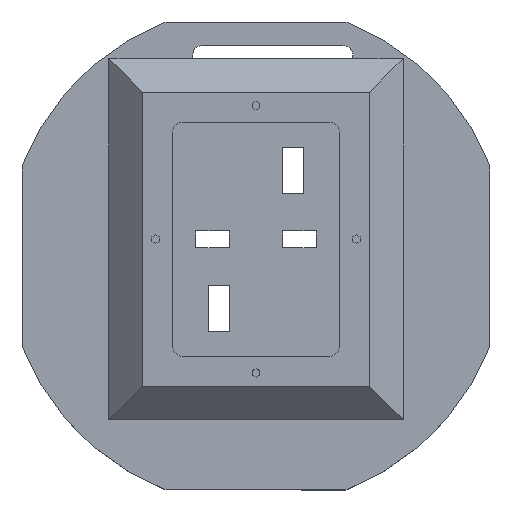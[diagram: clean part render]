
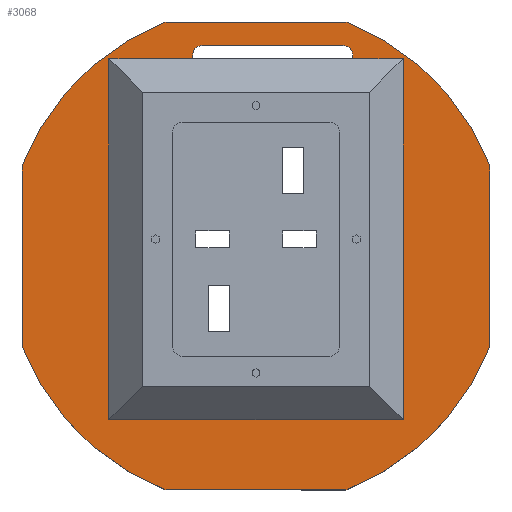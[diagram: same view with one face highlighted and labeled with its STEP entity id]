
A CAD part, top view. The second image highlights one B-rep face of the part: STEP entity #3068.
In plain terms, the highlighted planar face has unit normal (0, 0, 1).
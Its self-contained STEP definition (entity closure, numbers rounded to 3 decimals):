
#26 = EDGE_LOOP ( 'NONE', ( #3654, #567, #369, #3528, #479, #2755, #3946, #993, #3646, #1652 ) ) ;
#64 = DIRECTION ( 'NONE',  ( -1., 0., 0. ) ) ;
#81 = CARTESIAN_POINT ( 'NONE',  ( -44., -54., -17. ) ) ;
#114 = EDGE_CURVE ( 'NONE', #2935, #1160, #3151, .T. ) ;
#184 = CARTESIAN_POINT ( 'NONE',  ( -19., 55., -17. ) ) ;
#215 = VERTEX_POINT ( 'NONE', #749 ) ;
#233 = DIRECTION ( 'NONE',  ( 0., 0., -1. ) ) ;
#257 = EDGE_CURVE ( 'NONE', #2332, #1876, #1469, .T. ) ;
#268 = FACE_BOUND ( 'NONE', #26, .T. ) ;
#275 = LINE ( 'NONE', #2216, #3691 ) ;
#293 = CARTESIAN_POINT ( 'NONE',  ( -16., 58., -17. ) ) ;
#305 = EDGE_CURVE ( 'NONE', #1383, #2332, #275, .T. ) ;
#320 = EDGE_LOOP ( 'NONE', ( #2772, #3322, #1504, #388, #2937, #328, #405, #428 ) ) ;
#328 = ORIENTED_EDGE ( 'NONE', *, *, #3735, .F. ) ;
#331 = DIRECTION ( 'NONE',  ( 0., 0., -1. ) ) ;
#365 = EDGE_CURVE ( 'NONE', #2491, #1383, #2785, .T. ) ;
#369 = ORIENTED_EDGE ( 'NONE', *, *, #365, .T. ) ;
#388 = ORIENTED_EDGE ( 'NONE', *, *, #1395, .F. ) ;
#405 = ORIENTED_EDGE ( 'NONE', *, *, #4061, .F. ) ;
#422 = CARTESIAN_POINT ( 'NONE',  ( 29., 54., -17. ) ) ;
#428 = ORIENTED_EDGE ( 'NONE', *, *, #2120, .F. ) ;
#457 = VECTOR ( 'NONE', #3924, 1000. ) ;
#458 = CARTESIAN_POINT ( 'NONE',  ( 44., -54., -17. ) ) ;
#464 = VECTOR ( 'NONE', #2107, 1000. ) ;
#479 = ORIENTED_EDGE ( 'NONE', *, *, #257, .T. ) ;
#508 = CARTESIAN_POINT ( 'NONE',  ( 29., 32., -17. ) ) ;
#567 = ORIENTED_EDGE ( 'NONE', *, *, #1031, .T. ) ;
#574 = DIRECTION ( 'NONE',  ( -1., 0., 0. ) ) ;
#594 = DIRECTION ( 'NONE',  ( -1., 0., 0. ) ) ;
#674 = CIRCLE ( 'NONE', #3508, 75. ) ;
#732 = VECTOR ( 'NONE', #1836, 1000. ) ;
#746 = LINE ( 'NONE', #2634, #457 ) ;
#749 = CARTESIAN_POINT ( 'NONE',  ( 26.926, 65., -17. ) ) ;
#772 = CARTESIAN_POINT ( 'NONE',  ( 44., -44., -17. ) ) ;
#801 = VECTOR ( 'NONE', #1809, 1000. ) ;
#862 = VECTOR ( 'NONE', #1219, 1000. ) ;
#894 = CARTESIAN_POINT ( 'NONE',  ( 26., 58., -17. ) ) ;
#993 = ORIENTED_EDGE ( 'NONE', *, *, #2516, .T. ) ;
#1014 = AXIS2_PLACEMENT_3D ( 'NONE', #1631, #331, #3235 ) ;
#1031 = EDGE_CURVE ( 'NONE', #4179, #2491, #4030, .T. ) ;
#1082 = DIRECTION ( 'NONE',  ( 0., -1., 0. ) ) ;
#1160 = VERTEX_POINT ( 'NONE', #293 ) ;
#1167 = CARTESIAN_POINT ( 'NONE',  ( 0., -5., -17. ) ) ;
#1168 = LINE ( 'NONE', #3094, #732 ) ;
#1185 = CARTESIAN_POINT ( 'NONE',  ( 0., -5., -17. ) ) ;
#1213 = VECTOR ( 'NONE', #1082, 1000. ) ;
#1219 = DIRECTION ( 'NONE',  ( -1., 0., 0. ) ) ;
#1226 = CARTESIAN_POINT ( 'NONE',  ( -19., 32., -17. ) ) ;
#1240 = VERTEX_POINT ( 'NONE', #3183 ) ;
#1243 = EDGE_CURVE ( 'NONE', #2822, #3697, #3520, .T. ) ;
#1325 = CARTESIAN_POINT ( 'NONE',  ( -44., 54., -17. ) ) ;
#1383 = VERTEX_POINT ( 'NONE', #422 ) ;
#1395 = EDGE_CURVE ( 'NONE', #1540, #3592, #3161, .T. ) ;
#1469 = LINE ( 'NONE', #772, #1949 ) ;
#1504 = ORIENTED_EDGE ( 'NONE', *, *, #2567, .F. ) ;
#1540 = VERTEX_POINT ( 'NONE', #4119 ) ;
#1599 = EDGE_CURVE ( 'NONE', #4153, #2935, #2923, .T. ) ;
#1605 = DIRECTION ( 'NONE',  ( 0., 0., -1. ) ) ;
#1617 = DIRECTION ( 'NONE',  ( 0., 1., 0. ) ) ;
#1631 = CARTESIAN_POINT ( 'NONE',  ( 0., -5., -17. ) ) ;
#1652 = ORIENTED_EDGE ( 'NONE', *, *, #114, .T. ) ;
#1654 = CARTESIAN_POINT ( 'NONE',  ( -70., -31.926, -17. ) ) ;
#1661 = VERTEX_POINT ( 'NONE', #1654 ) ;
#1697 = LINE ( 'NONE', #2039, #1213 ) ;
#1758 = LINE ( 'NONE', #3127, #464 ) ;
#1809 = DIRECTION ( 'NONE',  ( 1., 0., 0. ) ) ;
#1817 = AXIS2_PLACEMENT_3D ( 'NONE', #3962, #2409, #3017 ) ;
#1836 = DIRECTION ( 'NONE',  ( 1., 0., 0. ) ) ;
#1838 = DIRECTION ( 'NONE',  ( 0., -1., 0. ) ) ;
#1853 = DIRECTION ( 'NONE',  ( 0., 0., -1. ) ) ;
#1876 = VERTEX_POINT ( 'NONE', #458 ) ;
#1906 = EDGE_CURVE ( 'NONE', #1876, #2822, #2082, .T. ) ;
#1921 = DIRECTION ( 'NONE',  ( 0., 0., -1. ) ) ;
#1925 = CARTESIAN_POINT ( 'NONE',  ( -44., 44., -17. ) ) ;
#1946 = CARTESIAN_POINT ( 'NONE',  ( 44., 54., -17. ) ) ;
#1949 = VECTOR ( 'NONE', #2719, 1000. ) ;
#2003 = CARTESIAN_POINT ( 'NONE',  ( 0., -75., -17. ) ) ;
#2039 = CARTESIAN_POINT ( 'NONE',  ( 70., -5., -17. ) ) ;
#2082 = LINE ( 'NONE', #4109, #862 ) ;
#2107 = DIRECTION ( 'NONE',  ( 0., 1., 0. ) ) ;
#2120 = EDGE_CURVE ( 'NONE', #1240, #2183, #2559, .T. ) ;
#2129 = DIRECTION ( 'NONE',  ( -1., 0., 0. ) ) ;
#2149 = VECTOR ( 'NONE', #1838, 1000. ) ;
#2151 = CARTESIAN_POINT ( 'NONE',  ( -19., 58., -17. ) ) ;
#2177 = LINE ( 'NONE', #2151, #801 ) ;
#2182 = CARTESIAN_POINT ( 'NONE',  ( 26.926, -75., -17. ) ) ;
#2183 = VERTEX_POINT ( 'NONE', #2182 ) ;
#2207 = PLANE ( 'NONE',  #1014 ) ;
#2216 = CARTESIAN_POINT ( 'NONE',  ( 34., 54., -17. ) ) ;
#2221 = AXIS2_PLACEMENT_3D ( 'NONE', #3509, #1605, #3869 ) ;
#2332 = VERTEX_POINT ( 'NONE', #1946 ) ;
#2405 = CARTESIAN_POINT ( 'NONE',  ( 29., 55., -17. ) ) ;
#2409 = DIRECTION ( 'NONE',  ( 0., 0., -1. ) ) ;
#2472 = CARTESIAN_POINT ( 'NONE',  ( -16., 55., -17. ) ) ;
#2491 = VERTEX_POINT ( 'NONE', #2405 ) ;
#2492 = CARTESIAN_POINT ( 'NONE',  ( -26.926, -75., -17. ) ) ;
#2509 = DIRECTION ( 'NONE',  ( -1., 0., 0. ) ) ;
#2516 = EDGE_CURVE ( 'NONE', #3697, #4153, #746, .T. ) ;
#2553 = VECTOR ( 'NONE', #1617, 1000. ) ;
#2554 = EDGE_CURVE ( 'NONE', #1160, #4179, #2177, .T. ) ;
#2559 = CIRCLE ( 'NONE', #1817, 75. ) ;
#2564 = DIRECTION ( 'NONE',  ( 0., 1., 0. ) ) ;
#2567 = EDGE_CURVE ( 'NONE', #3592, #215, #1168, .T. ) ;
#2634 = CARTESIAN_POINT ( 'NONE',  ( 34., 54., -17. ) ) ;
#2694 = EDGE_CURVE ( 'NONE', #215, #3297, #674, .T. ) ;
#2705 = VECTOR ( 'NONE', #64, 1000. ) ;
#2719 = DIRECTION ( 'NONE',  ( 0., -1., 0. ) ) ;
#2755 = ORIENTED_EDGE ( 'NONE', *, *, #1906, .T. ) ;
#2772 = ORIENTED_EDGE ( 'NONE', *, *, #3262, .F. ) ;
#2785 = LINE ( 'NONE', #508, #2149 ) ;
#2817 = DIRECTION ( 'NONE',  ( 0., 0., -1. ) ) ;
#2822 = VERTEX_POINT ( 'NONE', #81 ) ;
#2923 = LINE ( 'NONE', #1226, #4034 ) ;
#2934 = CARTESIAN_POINT ( 'NONE',  ( -26.926, 65., -17. ) ) ;
#2935 = VERTEX_POINT ( 'NONE', #184 ) ;
#2937 = ORIENTED_EDGE ( 'NONE', *, *, #3380, .F. ) ;
#3017 = DIRECTION ( 'NONE',  ( -1., 0., 0. ) ) ;
#3068 = ADVANCED_FACE ( 'NONE', ( #3389, #268 ), #2207, .F. ) ;
#3094 = CARTESIAN_POINT ( 'NONE',  ( 0., 65., -17. ) ) ;
#3127 = CARTESIAN_POINT ( 'NONE',  ( -70., -5., -17. ) ) ;
#3151 = CIRCLE ( 'NONE', #3216, 3. ) ;
#3161 = CIRCLE ( 'NONE', #3904, 75. ) ;
#3183 = CARTESIAN_POINT ( 'NONE',  ( 70., -31.926, -17. ) ) ;
#3216 = AXIS2_PLACEMENT_3D ( 'NONE', #2472, #233, #2509 ) ;
#3235 = DIRECTION ( 'NONE',  ( -1., 0., 0. ) ) ;
#3262 = EDGE_CURVE ( 'NONE', #3297, #1240, #1697, .T. ) ;
#3297 = VERTEX_POINT ( 'NONE', #3657 ) ;
#3322 = ORIENTED_EDGE ( 'NONE', *, *, #2694, .F. ) ;
#3380 = EDGE_CURVE ( 'NONE', #1661, #1540, #1758, .T. ) ;
#3389 = FACE_OUTER_BOUND ( 'NONE', #320, .T. ) ;
#3508 = AXIS2_PLACEMENT_3D ( 'NONE', #4184, #1921, #594 ) ;
#3509 = CARTESIAN_POINT ( 'NONE',  ( 26., 55., -17. ) ) ;
#3520 = LINE ( 'NONE', #1925, #2553 ) ;
#3528 = ORIENTED_EDGE ( 'NONE', *, *, #305, .T. ) ;
#3543 = VERTEX_POINT ( 'NONE', #2492 ) ;
#3592 = VERTEX_POINT ( 'NONE', #2934 ) ;
#3646 = ORIENTED_EDGE ( 'NONE', *, *, #1599, .T. ) ;
#3654 = ORIENTED_EDGE ( 'NONE', *, *, #2554, .T. ) ;
#3657 = CARTESIAN_POINT ( 'NONE',  ( 70., 21.926, -17. ) ) ;
#3691 = VECTOR ( 'NONE', #4142, 1000. ) ;
#3697 = VERTEX_POINT ( 'NONE', #1325 ) ;
#3735 = EDGE_CURVE ( 'NONE', #3543, #1661, #4182, .T. ) ;
#3869 = DIRECTION ( 'NONE',  ( -1., 0., 0. ) ) ;
#3904 = AXIS2_PLACEMENT_3D ( 'NONE', #1167, #1853, #2129 ) ;
#3924 = DIRECTION ( 'NONE',  ( 1., 0., 0. ) ) ;
#3946 = ORIENTED_EDGE ( 'NONE', *, *, #1243, .T. ) ;
#3962 = CARTESIAN_POINT ( 'NONE',  ( 0., -5., -17. ) ) ;
#3998 = LINE ( 'NONE', #2003, #2705 ) ;
#4030 = CIRCLE ( 'NONE', #2221, 3. ) ;
#4034 = VECTOR ( 'NONE', #2564, 1000. ) ;
#4061 = EDGE_CURVE ( 'NONE', #2183, #3543, #3998, .T. ) ;
#4096 = CARTESIAN_POINT ( 'NONE',  ( -19., 54., -17. ) ) ;
#4109 = CARTESIAN_POINT ( 'NONE',  ( -34., -54., -17. ) ) ;
#4114 = AXIS2_PLACEMENT_3D ( 'NONE', #1185, #2817, #574 ) ;
#4119 = CARTESIAN_POINT ( 'NONE',  ( -70., 21.926, -17. ) ) ;
#4142 = DIRECTION ( 'NONE',  ( 1., 0., 0. ) ) ;
#4153 = VERTEX_POINT ( 'NONE', #4096 ) ;
#4179 = VERTEX_POINT ( 'NONE', #894 ) ;
#4182 = CIRCLE ( 'NONE', #4114, 75. ) ;
#4184 = CARTESIAN_POINT ( 'NONE',  ( 0., -5., -17. ) ) ;
